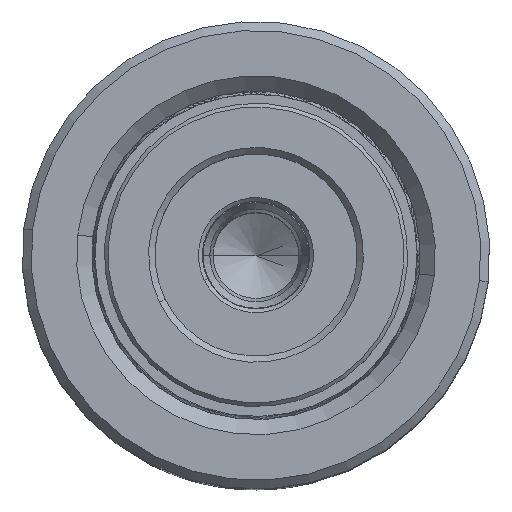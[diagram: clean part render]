
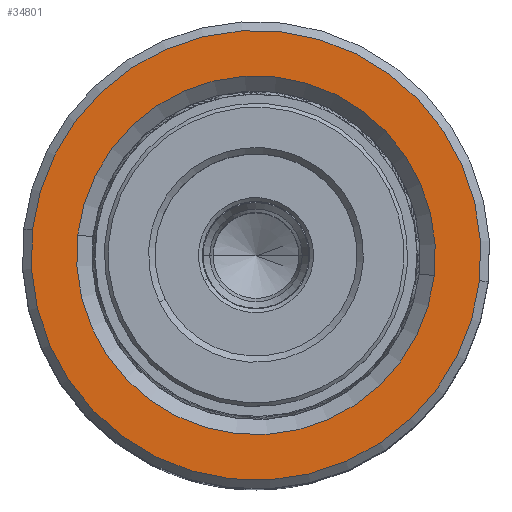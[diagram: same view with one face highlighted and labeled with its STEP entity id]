
A CAD part, top view. The second image highlights one B-rep face of the part: STEP entity #34801.
In plain terms, the highlighted planar face has unit normal (0, 0, 1).
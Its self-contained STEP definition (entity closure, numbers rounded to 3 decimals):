
#441 = VERTEX_POINT ( 'NONE', #8587 ) ;
#817 = AXIS2_PLACEMENT_3D ( 'NONE', #29038, #1668, #7845 ) ;
#849 = CIRCLE ( 'NONE', #6497, 14.2 ) ;
#1642 = CARTESIAN_POINT ( 'NONE',  ( 0., 0., 50. ) ) ;
#1668 = DIRECTION ( 'NONE',  ( 0., 0., -1. ) ) ;
#1968 = CIRCLE ( 'NONE', #3104, 17.8 ) ;
#2244 = EDGE_CURVE ( 'NONE', #3718, #33078, #21802, .T. ) ;
#3104 = AXIS2_PLACEMENT_3D ( 'NONE', #16529, #24680, #16862 ) ;
#3718 = VERTEX_POINT ( 'NONE', #11794 ) ;
#6497 = AXIS2_PLACEMENT_3D ( 'NONE', #15393, #34222, #28538 ) ;
#6553 = EDGE_CURVE ( 'NONE', #16985, #441, #7109, .T. ) ;
#7109 = CIRCLE ( 'NONE', #31540, 17.8 ) ;
#7296 = DIRECTION ( 'NONE',  ( 0., 0., 1. ) ) ;
#7845 = DIRECTION ( 'NONE',  ( 1., 0., 0. ) ) ;
#8587 = CARTESIAN_POINT ( 'NONE',  ( 17.8, 0., 50. ) ) ;
#8969 = AXIS2_PLACEMENT_3D ( 'NONE', #1642, #7296, #34339 ) ;
#11682 = EDGE_LOOP ( 'NONE', ( #28577, #20470 ) ) ;
#11794 = CARTESIAN_POINT ( 'NONE',  ( 14.2, 0., 50. ) ) ;
#12156 = CARTESIAN_POINT ( 'NONE',  ( -14.2, 0., 50. ) ) ;
#12332 = CARTESIAN_POINT ( 'NONE',  ( 0., 0., 50. ) ) ;
#15393 = CARTESIAN_POINT ( 'NONE',  ( 0., 0., 50. ) ) ;
#16266 = ORIENTED_EDGE ( 'NONE', *, *, #30864, .T. ) ;
#16529 = CARTESIAN_POINT ( 'NONE',  ( 0., 0., 50. ) ) ;
#16862 = DIRECTION ( 'NONE',  ( 1., 0., 0. ) ) ;
#16985 = VERTEX_POINT ( 'NONE', #23496 ) ;
#20470 = ORIENTED_EDGE ( 'NONE', *, *, #30279, .T. ) ;
#20502 = DIRECTION ( 'NONE',  ( 0., 0., 1. ) ) ;
#21802 = CIRCLE ( 'NONE', #817, 14.2 ) ;
#23496 = CARTESIAN_POINT ( 'NONE',  ( -17.8, 0., 50. ) ) ;
#24680 = DIRECTION ( 'NONE',  ( 0., 0., 1. ) ) ;
#26704 = FACE_BOUND ( 'NONE', #29550, .T. ) ;
#28309 = FACE_OUTER_BOUND ( 'NONE', #11682, .T. ) ;
#28538 = DIRECTION ( 'NONE',  ( 1., 0., 0. ) ) ;
#28577 = ORIENTED_EDGE ( 'NONE', *, *, #6553, .T. ) ;
#29038 = CARTESIAN_POINT ( 'NONE',  ( 0., 0., 50. ) ) ;
#29550 = EDGE_LOOP ( 'NONE', ( #33163, #16266 ) ) ;
#30279 = EDGE_CURVE ( 'NONE', #441, #16985, #1968, .T. ) ;
#30864 = EDGE_CURVE ( 'NONE', #33078, #3718, #849, .T. ) ;
#31328 = PLANE ( 'NONE',  #8969 ) ;
#31540 = AXIS2_PLACEMENT_3D ( 'NONE', #12332, #20502, #34200 ) ;
#33078 = VERTEX_POINT ( 'NONE', #12156 ) ;
#33163 = ORIENTED_EDGE ( 'NONE', *, *, #2244, .T. ) ;
#34200 = DIRECTION ( 'NONE',  ( 1., 0., 0. ) ) ;
#34222 = DIRECTION ( 'NONE',  ( 0., 0., -1. ) ) ;
#34339 = DIRECTION ( 'NONE',  ( 1., 0., 0. ) ) ;
#34801 = ADVANCED_FACE ( 'NONE', ( #28309, #26704 ), #31328, .T. ) ;
